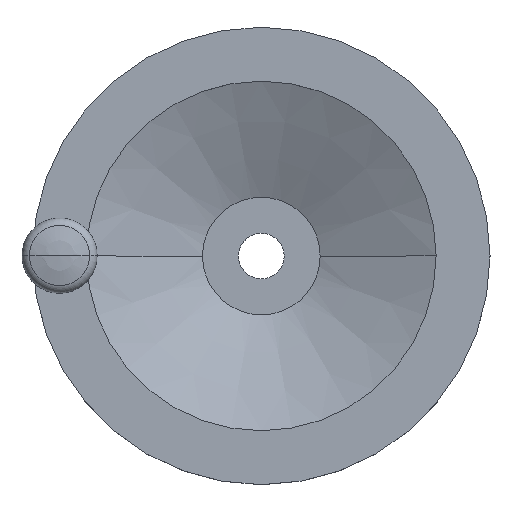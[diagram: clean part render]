
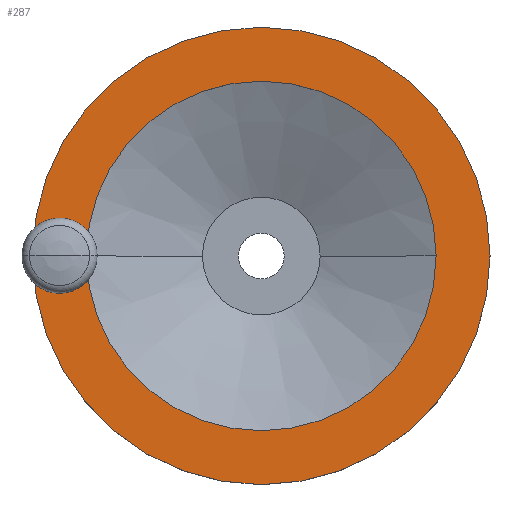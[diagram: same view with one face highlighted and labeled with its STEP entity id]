
A CAD part, top view. The second image highlights one B-rep face of the part: STEP entity #287.
In plain terms, the highlighted planar face has unit normal (0, 0, 1).
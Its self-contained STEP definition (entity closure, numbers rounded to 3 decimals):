
#177=VERTEX_POINT('',#476);
#187=EDGE_CURVE('',#291,#283,#487,.T.);
#199=EDGE_CURVE('',#177,#293,#503,.T.);
#261=EDGE_CURVE('',#331,#313,#574,.T.);
#283=VERTEX_POINT('',#598);
#287=ADVANCED_FACE('',(#603,#604,#605),#606,.T.);
#291=VERTEX_POINT('',#610);
#293=VERTEX_POINT('',#612);
#309=EDGE_CURVE('',#313,#331,#630,.T.);
#313=VERTEX_POINT('',#636);
#331=VERTEX_POINT('',#654);
#341=EDGE_CURVE('',#283,#291,#664,.T.);
#367=EDGE_CURVE('',#293,#177,#693,.T.);
#476=CARTESIAN_POINT('',(-53.5,0.,36.0));
#487=CIRCLE('',#817,70.0);
#503=CIRCLE('',#836,53.5);
#574=CIRCLE('',#930,6.5);
#598=CARTESIAN_POINT('',(-70.0,0.,36.0));
#603=FACE_BOUND('',#966,.T.);
#604=FACE_OUTER_BOUND('',#967,.T.);
#605=FACE_BOUND('',#968,.T.);
#606=PLANE('',#969);
#610=CARTESIAN_POINT('',(70.0,0.,36.0));
#612=CARTESIAN_POINT('',(53.5,0.,36.0));
#630=CIRCLE('',#997,6.5);
#636=CARTESIAN_POINT('',(-55.25,0.,36.0));
#654=CARTESIAN_POINT('',(-68.25,0.,36.0));
#664=CIRCLE('',#1044,70.0);
#693=CIRCLE('',#1078,53.5);
#817=AXIS2_PLACEMENT_3D('',#1237,#1238,#1239);
#836=AXIS2_PLACEMENT_3D('',#1270,#1271,#1272);
#930=AXIS2_PLACEMENT_3D('',#1377,#1378,#1379);
#966=EDGE_LOOP('',(#1416,#1417));
#967=EDGE_LOOP('',(#1418,#1419));
#968=EDGE_LOOP('',(#1420,#1421));
#969=AXIS2_PLACEMENT_3D('',#1422,#1423,#1424);
#997=AXIS2_PLACEMENT_3D('',#1445,#1446,#1447);
#1044=AXIS2_PLACEMENT_3D('',#1472,#1473,#1474);
#1078=AXIS2_PLACEMENT_3D('',#1510,#1511,#1512);
#1237=CARTESIAN_POINT('',(0.,0.,36.0));
#1238=DIRECTION('',(-0.0,0.0,-1.0));
#1239=DIRECTION('',(-1.0,0.,0.0));
#1270=CARTESIAN_POINT('',(0.,0.,36.0));
#1271=DIRECTION('',(-0.0,0.0,-1.0));
#1272=DIRECTION('',(-1.0,0.,0.0));
#1377=CARTESIAN_POINT('',(-61.75,0.,36.0));
#1378=DIRECTION('',(-0.0,0.0,-1.0));
#1379=DIRECTION('',(-1.0,0.,0.0));
#1416=ORIENTED_EDGE('',*,*,#261,.T.);
#1417=ORIENTED_EDGE('',*,*,#309,.T.);
#1418=ORIENTED_EDGE('',*,*,#341,.F.);
#1419=ORIENTED_EDGE('',*,*,#187,.F.);
#1420=ORIENTED_EDGE('',*,*,#199,.T.);
#1421=ORIENTED_EDGE('',*,*,#367,.T.);
#1422=CARTESIAN_POINT('',(-61.75,0.,36.0));
#1423=DIRECTION('',(0.0,0.0,1.0));
#1424=DIRECTION('',(-1.0,0.,0.0));
#1445=CARTESIAN_POINT('',(-61.75,0.,36.0));
#1446=DIRECTION('',(-0.0,0.0,-1.0));
#1447=DIRECTION('',(-1.0,0.,0.0));
#1472=CARTESIAN_POINT('',(0.,0.,36.0));
#1473=DIRECTION('',(-0.0,0.0,-1.0));
#1474=DIRECTION('',(-1.0,0.,0.0));
#1510=CARTESIAN_POINT('',(0.,0.,36.0));
#1511=DIRECTION('',(-0.0,0.0,-1.0));
#1512=DIRECTION('',(-1.0,0.,0.0));
